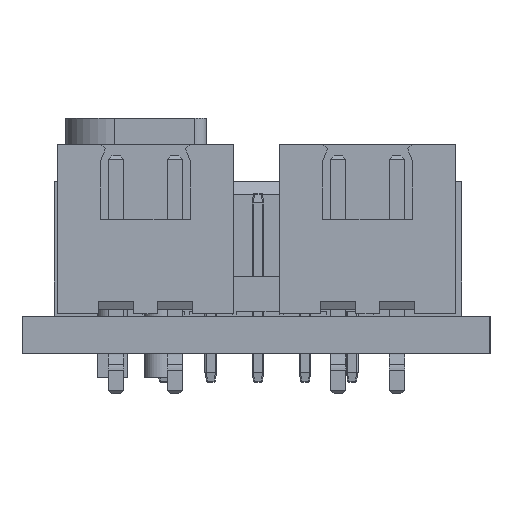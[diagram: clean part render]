
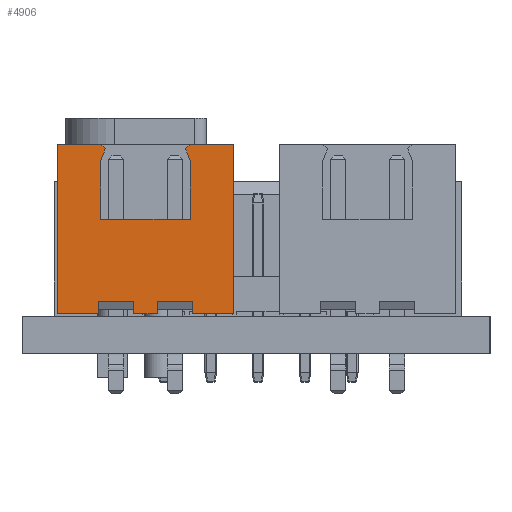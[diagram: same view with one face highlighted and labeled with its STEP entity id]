
A CAD part, left-side view. The second image highlights one B-rep face of the part: STEP entity #4906.
In plain terms, the highlighted face is planar.
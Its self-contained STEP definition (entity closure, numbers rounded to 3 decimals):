
#3454 = VERTEX_POINT('',#3455);
#3455 = CARTESIAN_POINT('',(-1.9,2.4,
    7.3));
#3461 = EDGE_CURVE('',#3454,#3462,#3464,.T.);
#3462 = VERTEX_POINT('',#3463);
#3463 = CARTESIAN_POINT('',(-3.75,2.4,
    7.3));
#3464 = LINE('',#3465,#3466);
#3465 = CARTESIAN_POINT('',(3.75,2.4,7.3
    ));
#3466 = VECTOR('',#3467,1.);
#3467 = DIRECTION('',(-1.,0.,0.));
#4017 = EDGE_CURVE('',#4018,#4020,#4022,.T.);
#4018 = VERTEX_POINT('',#4019);
#4019 = CARTESIAN_POINT('',(-2.,2.4,
    0.1));
#4020 = VERTEX_POINT('',#4021);
#4021 = CARTESIAN_POINT('',(-3.75,2.4,
    0.1));
#4022 = LINE('',#4023,#4024);
#4023 = CARTESIAN_POINT('',(3.75,2.4,
    0.1));
#4024 = VECTOR('',#4025,1.);
#4025 = DIRECTION('',(-1.,0.,0.));
#4620 = VERTEX_POINT('',#4621);
#4621 = CARTESIAN_POINT('',(-0.5,2.4,
    0.1));
#4627 = EDGE_CURVE('',#4628,#4620,#4630,.T.);
#4628 = VERTEX_POINT('',#4629);
#4629 = CARTESIAN_POINT('',(0.5,2.4,
    0.1));
#4630 = LINE('',#4631,#4632);
#4631 = CARTESIAN_POINT('',(3.75,2.4,
    0.1));
#4632 = VECTOR('',#4633,1.);
#4633 = DIRECTION('',(-1.,0.,0.));
#4660 = VERTEX_POINT('',#4661);
#4661 = CARTESIAN_POINT('',(2.,2.4,
    0.1));
#4667 = EDGE_CURVE('',#4668,#4660,#4670,.T.);
#4668 = VERTEX_POINT('',#4669);
#4669 = CARTESIAN_POINT('',(3.75,2.4,
    0.1));
#4670 = LINE('',#4671,#4672);
#4671 = CARTESIAN_POINT('',(3.75,2.4,
    0.1));
#4672 = VECTOR('',#4673,1.);
#4673 = DIRECTION('',(-1.,0.,0.));
#4700 = VERTEX_POINT('',#4701);
#4701 = CARTESIAN_POINT('',(1.9,2.4,7.3
    ));
#4716 = VERTEX_POINT('',#4717);
#4717 = CARTESIAN_POINT('',(3.75,2.4,7.3
    ));
#4723 = EDGE_CURVE('',#4716,#4700,#4724,.T.);
#4724 = LINE('',#4725,#4726);
#4725 = CARTESIAN_POINT('',(3.75,2.4,7.3
    ));
#4726 = VECTOR('',#4727,1.);
#4727 = DIRECTION('',(-1.,0.,0.));
#4755 = EDGE_CURVE('',#3462,#4020,#4756,.T.);
#4756 = LINE('',#4757,#4758);
#4757 = CARTESIAN_POINT('',(-3.75,2.4,
    7.3));
#4758 = VECTOR('',#4759,1.);
#4759 = DIRECTION('',(0.,0.,-1.));
#4896 = EDGE_CURVE('',#4716,#4668,#4897,.T.);
#4897 = LINE('',#4898,#4899);
#4898 = CARTESIAN_POINT('',(3.75,2.4,7.3
    ));
#4899 = VECTOR('',#4900,1.);
#4900 = DIRECTION('',(0.,0.,-1.));
#4906 = ADVANCED_FACE('',(#4907),#5014,.F.);
#4907 = FACE_BOUND('',#4908,.T.);
#4908 = EDGE_LOOP('',(#4909,#4910,#4918,#4926,#4934,#4942,#4950,#4958,
    #4964,#4965,#4966,#4967,#4975,#4983,#4989,#4990,#4998,#5006,#5012,
    #5013));
#4909 = ORIENTED_EDGE('',*,*,#3461,.F.);
#4910 = ORIENTED_EDGE('',*,*,#4911,.F.);
#4911 = EDGE_CURVE('',#4912,#3454,#4914,.T.);
#4912 = VERTEX_POINT('',#4913);
#4913 = CARTESIAN_POINT('',(-1.7,2.4,
    7.1));
#4914 = LINE('',#4915,#4916);
#4915 = CARTESIAN_POINT('',(-1.7,2.4,
    7.1));
#4916 = VECTOR('',#4917,1.);
#4917 = DIRECTION('',(-0.707,0.,0.707)
  );
#4918 = ORIENTED_EDGE('',*,*,#4919,.F.);
#4919 = EDGE_CURVE('',#4920,#4912,#4922,.T.);
#4920 = VERTEX_POINT('',#4921);
#4921 = CARTESIAN_POINT('',(-1.9,2.4,
    6.6));
#4922 = LINE('',#4923,#4924);
#4923 = CARTESIAN_POINT('',(-1.9,2.4,
    6.6));
#4924 = VECTOR('',#4925,1.);
#4925 = DIRECTION('',(0.371,0.,0.928)
  );
#4926 = ORIENTED_EDGE('',*,*,#4927,.F.);
#4927 = EDGE_CURVE('',#4928,#4920,#4930,.T.);
#4928 = VERTEX_POINT('',#4929);
#4929 = CARTESIAN_POINT('',(-1.9,2.4,
    4.1));
#4930 = LINE('',#4931,#4932);
#4931 = CARTESIAN_POINT('',(-1.9,2.4,
    4.1));
#4932 = VECTOR('',#4933,1.);
#4933 = DIRECTION('',(0.,0.,1.));
#4934 = ORIENTED_EDGE('',*,*,#4935,.F.);
#4935 = EDGE_CURVE('',#4936,#4928,#4938,.T.);
#4936 = VERTEX_POINT('',#4937);
#4937 = CARTESIAN_POINT('',(1.9,2.4,4.1
    ));
#4938 = LINE('',#4939,#4940);
#4939 = CARTESIAN_POINT('',(1.9,2.4,4.1
    ));
#4940 = VECTOR('',#4941,1.);
#4941 = DIRECTION('',(-1.,0.,0.));
#4942 = ORIENTED_EDGE('',*,*,#4943,.F.);
#4943 = EDGE_CURVE('',#4944,#4936,#4946,.T.);
#4944 = VERTEX_POINT('',#4945);
#4945 = CARTESIAN_POINT('',(1.9,2.4,6.6
    ));
#4946 = LINE('',#4947,#4948);
#4947 = CARTESIAN_POINT('',(1.9,2.4,6.6
    ));
#4948 = VECTOR('',#4949,1.);
#4949 = DIRECTION('',(-0.,0.,-1.));
#4950 = ORIENTED_EDGE('',*,*,#4951,.F.);
#4951 = EDGE_CURVE('',#4952,#4944,#4954,.T.);
#4952 = VERTEX_POINT('',#4953);
#4953 = CARTESIAN_POINT('',(1.7,2.4,7.1
    ));
#4954 = LINE('',#4955,#4956);
#4955 = CARTESIAN_POINT('',(1.7,2.4,7.1
    ));
#4956 = VECTOR('',#4957,1.);
#4957 = DIRECTION('',(0.371,0.,-0.928
    ));
#4958 = ORIENTED_EDGE('',*,*,#4959,.F.);
#4959 = EDGE_CURVE('',#4700,#4952,#4960,.T.);
#4960 = LINE('',#4961,#4962);
#4961 = CARTESIAN_POINT('',(1.9,2.4,7.3
    ));
#4962 = VECTOR('',#4963,1.);
#4963 = DIRECTION('',(-0.707,0.,-0.707
    ));
#4964 = ORIENTED_EDGE('',*,*,#4723,.F.);
#4965 = ORIENTED_EDGE('',*,*,#4896,.T.);
#4966 = ORIENTED_EDGE('',*,*,#4667,.T.);
#4967 = ORIENTED_EDGE('',*,*,#4968,.T.);
#4968 = EDGE_CURVE('',#4660,#4969,#4971,.T.);
#4969 = VERTEX_POINT('',#4970);
#4970 = CARTESIAN_POINT('',(2.,2.4,0.6
    ));
#4971 = LINE('',#4972,#4973);
#4972 = CARTESIAN_POINT('',(2.,2.4,
    0.1));
#4973 = VECTOR('',#4974,1.);
#4974 = DIRECTION('',(0.,0.,1.));
#4975 = ORIENTED_EDGE('',*,*,#4976,.F.);
#4976 = EDGE_CURVE('',#4977,#4969,#4979,.T.);
#4977 = VERTEX_POINT('',#4978);
#4978 = CARTESIAN_POINT('',(0.5,2.4,0.6
    ));
#4979 = LINE('',#4980,#4981);
#4980 = CARTESIAN_POINT('',(0.5,2.4,0.6
    ));
#4981 = VECTOR('',#4982,1.);
#4982 = DIRECTION('',(1.,0.,-0.));
#4983 = ORIENTED_EDGE('',*,*,#4984,.F.);
#4984 = EDGE_CURVE('',#4628,#4977,#4985,.T.);
#4985 = LINE('',#4986,#4987);
#4986 = CARTESIAN_POINT('',(0.5,2.4,
    0.1));
#4987 = VECTOR('',#4988,1.);
#4988 = DIRECTION('',(0.,0.,1.));
#4989 = ORIENTED_EDGE('',*,*,#4627,.T.);
#4990 = ORIENTED_EDGE('',*,*,#4991,.T.);
#4991 = EDGE_CURVE('',#4620,#4992,#4994,.T.);
#4992 = VERTEX_POINT('',#4993);
#4993 = CARTESIAN_POINT('',(-0.5,2.4,
    0.6));
#4994 = LINE('',#4995,#4996);
#4995 = CARTESIAN_POINT('',(-0.5,2.4,
    0.1));
#4996 = VECTOR('',#4997,1.);
#4997 = DIRECTION('',(0.,0.,1.));
#4998 = ORIENTED_EDGE('',*,*,#4999,.F.);
#4999 = EDGE_CURVE('',#5000,#4992,#5002,.T.);
#5000 = VERTEX_POINT('',#5001);
#5001 = CARTESIAN_POINT('',(-2.,2.4,
    0.6));
#5002 = LINE('',#5003,#5004);
#5003 = CARTESIAN_POINT('',(-2.,2.4,
    0.6));
#5004 = VECTOR('',#5005,1.);
#5005 = DIRECTION('',(1.,0.,-0.));
#5006 = ORIENTED_EDGE('',*,*,#5007,.F.);
#5007 = EDGE_CURVE('',#4018,#5000,#5008,.T.);
#5008 = LINE('',#5009,#5010);
#5009 = CARTESIAN_POINT('',(-2.,2.4,
    0.1));
#5010 = VECTOR('',#5011,1.);
#5011 = DIRECTION('',(0.,0.,1.));
#5012 = ORIENTED_EDGE('',*,*,#4017,.T.);
#5013 = ORIENTED_EDGE('',*,*,#4755,.F.);
#5014 = PLANE('',#5015);
#5015 = AXIS2_PLACEMENT_3D('',#5016,#5017,#5018);
#5016 = CARTESIAN_POINT('',(3.75,2.4,7.3
    ));
#5017 = DIRECTION('',(0.,-1.,0.));
#5018 = DIRECTION('',(0.,0.,1.));
